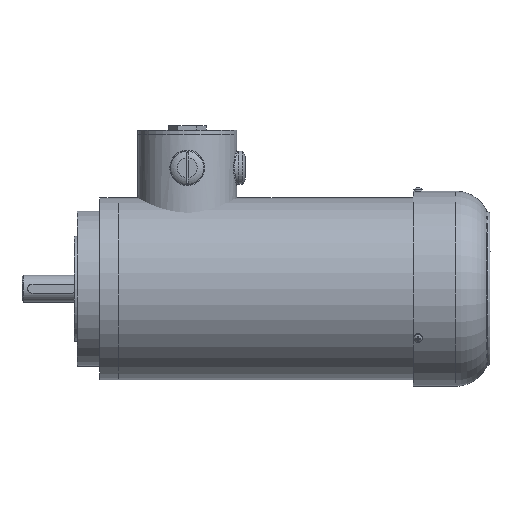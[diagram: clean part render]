
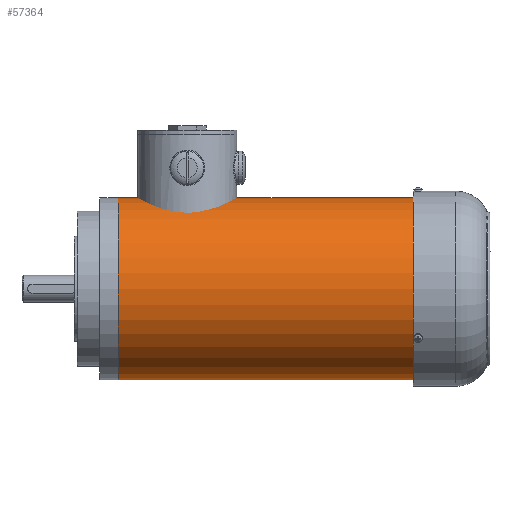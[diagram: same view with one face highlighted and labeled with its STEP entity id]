
A CAD part, front view. The second image highlights one B-rep face of the part: STEP entity #57364.
In plain terms, the highlighted cylindrical face has radius 82 mm (diameter 164 mm), a full revolution.
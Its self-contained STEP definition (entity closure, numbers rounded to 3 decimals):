
#23029=CYLINDRICAL_SURFACE('',#54854,82.);
#23482=ORIENTED_EDGE('',*,*,#29822,.T.);
#23483=ORIENTED_EDGE('',*,*,#29823,.F.);
#27527=CIRCLE('',#54855,82.);
#27528=CIRCLE('',#54856,82.);
#28406=VERTEX_POINT('',#39579);
#28407=VERTEX_POINT('',#39581);
#29822=EDGE_CURVE('',#28406,#28406,#27527,.T.);
#29823=EDGE_CURVE('',#28407,#28407,#27528,.T.);
#31867=EDGE_LOOP('',(#23482));
#31868=EDGE_LOOP('',(#23483));
#33217=FACE_BOUND('',#31867,.T.);
#33218=FACE_BOUND('',#31868,.T.);
#34637=DIRECTION('',(-1.,0.,0.));
#34638=DIRECTION('',(0.,1.,0.));
#34639=DIRECTION('',(-1.,0.,0.));
#34640=DIRECTION('',(0.,0.,82.));
#34641=DIRECTION('',(-1.,0.,0.));
#34642=DIRECTION('',(0.,0.,82.));
#39578=CARTESIAN_POINT('',(266.,0.,0.));
#39579=CARTESIAN_POINT('',(266.,82.,0.));
#39580=CARTESIAN_POINT('',(266.,0.,0.));
#39581=CARTESIAN_POINT('',(0.,82.,0.));
#39582=CARTESIAN_POINT('',(0.,0.,0.));
#54854=AXIS2_PLACEMENT_3D('',#39578,#34637,#34638);
#54855=AXIS2_PLACEMENT_3D('',#39580,#34639,#34640);
#54856=AXIS2_PLACEMENT_3D('',#39582,#34641,#34642);
#57364=ADVANCED_FACE('',(#33217,#33218),#23029,.T.);
